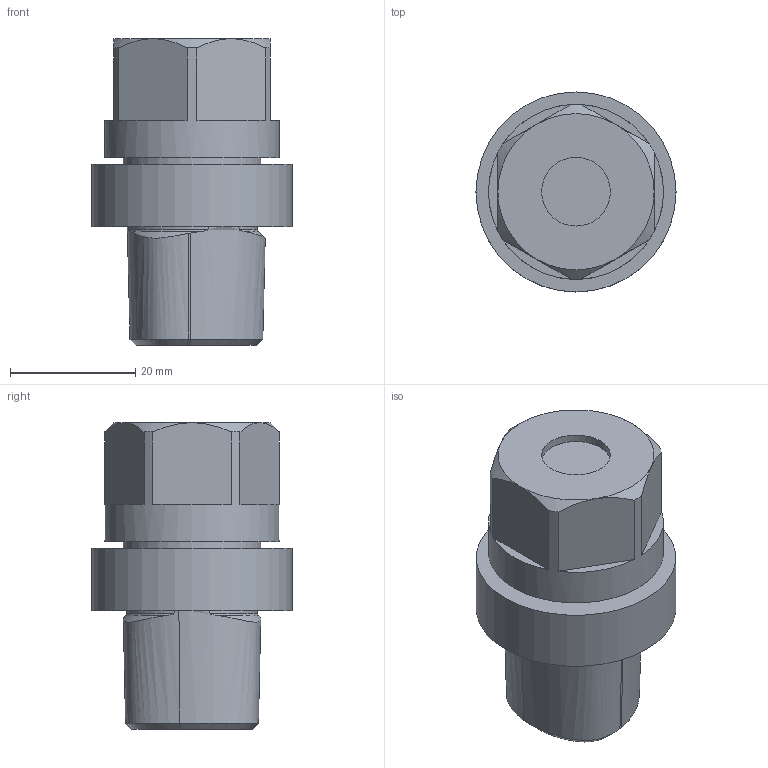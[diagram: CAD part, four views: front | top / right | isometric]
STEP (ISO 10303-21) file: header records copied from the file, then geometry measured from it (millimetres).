
FILE_DESCRIPTION(/* description */ (''),/* implementation_level */ '2;1');
FILE_NAME(/* name */ 'W9990590_A__specification_W9990590_Aussen_.stp',/* time_stamp */ '2013-08-27T09:53:36+02:00',/* author */ (''),/* organization */ (''),/* preprocessor_version */ 'ST-DEVELOPER v11',/* originating_system */ 'SIEMENS PLM Software NX 7.5',/* authorisation */ '');
FILE_SCHEMA (('AUTOMOTIVE_DESIGN { 1 0 10303 214 1 1 1 1 }'));
Length unit declared in the file: millimetre
Products named in the file (1): webeD5086j4b
Bounding box: 32 x 32 x 49.1 mm (x, y, z)
Volume: 25855.9 mm3; surface area: 6073.6 mm2
Topology: 1 solids, 1 shells, 45 faces, 108 edges, 69 vertices
Faces by surface type: plane 18, cone 9, bspline 8, cylinder 7, torus 3
Full cylindrical faces by diameter (mm): 11 x1, 22 x1, 28 x1, 32 x1
Entity records: 1888 total; most frequent: CARTESIAN_POINT 929, ORIENTED_EDGE 204, DIRECTION 166, EDGE_CURVE 102, AXIS2_PLACEMENT_3D 72, VERTEX_POINT 67, EDGE_LOOP 53, B_SPLINE_CURVE_WITH_KNOTS 46
